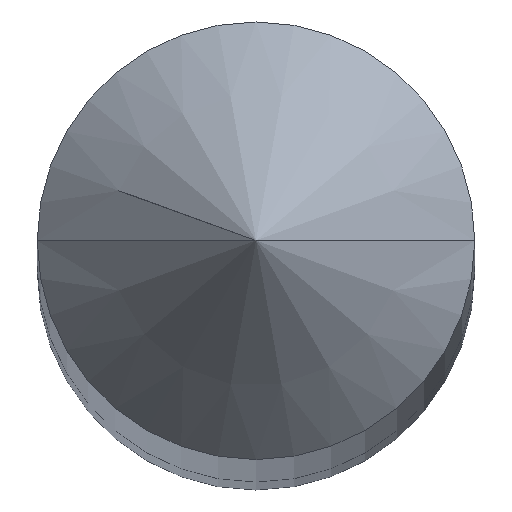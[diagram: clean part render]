
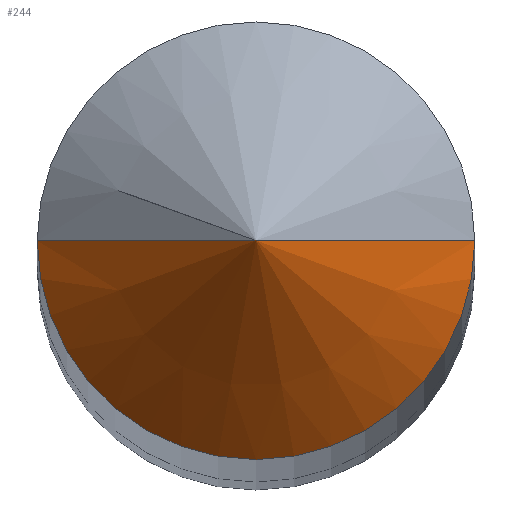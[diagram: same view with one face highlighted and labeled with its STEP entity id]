
A CAD part, top view. The second image highlights one B-rep face of the part: STEP entity #244.
In plain terms, the highlighted conical face has half-angle 45 degrees and reference radius 0.267 mm.
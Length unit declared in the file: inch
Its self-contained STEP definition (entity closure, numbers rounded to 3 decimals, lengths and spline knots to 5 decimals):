
#2 = AXIS2_PLACEMENT_3D ( 'NONE', #29, #145, #138 ) ;
#3 = CARTESIAN_POINT ( 'NONE',  ( 0.0105, 0., -0.03125 ) ) ;
#7 = VERTEX_POINT ( 'NONE', #179 ) ;
#21 = ORIENTED_EDGE ( 'NONE', *, *, #98, .T. ) ;
#24 = CARTESIAN_POINT ( 'NONE',  ( -0.0105, 0., -0.03125 ) ) ;
#26 = CARTESIAN_POINT ( 'NONE',  ( 0.0105, 0., -0.03125 ) ) ;
#29 = CARTESIAN_POINT ( 'NONE',  ( 0., 0., -0.03125 ) ) ;
#41 = ORIENTED_EDGE ( 'NONE', *, *, #215, .T. ) ;
#59 = FACE_OUTER_BOUND ( 'NONE', #302, .T. ) ;
#98 = EDGE_CURVE ( 'NONE', #7, #174, #173, .T. ) ;
#135 = EDGE_CURVE ( 'NONE', #7, #246, #283, .T. ) ;
#138 = DIRECTION ( 'NONE',  ( -1., 0., 0. ) ) ;
#145 = DIRECTION ( 'NONE',  ( 0., 0., -1. ) ) ;
#147 = VECTOR ( 'NONE', #259, 39.37008 ) ;
#149 = ORIENTED_EDGE ( 'NONE', *, *, #135, .F. ) ;
#173 = LINE ( 'NONE', #288, #312 ) ;
#174 = VERTEX_POINT ( 'NONE', #24 ) ;
#179 = CARTESIAN_POINT ( 'NONE',  ( 0., 0., -0.02075 ) ) ;
#198 = DIRECTION ( 'NONE',  ( 0., 0., 1. ) ) ;
#201 = CONICAL_SURFACE ( 'NONE', #2, 0.0105, 0.785 ) ;
#215 = EDGE_CURVE ( 'NONE', #174, #246, #293, .T. ) ;
#244 = ADVANCED_FACE ( 'NONE', ( #59 ), #201, .T. ) ;
#246 = VERTEX_POINT ( 'NONE', #3 ) ;
#256 = CARTESIAN_POINT ( 'NONE',  ( 0., 0., -0.03125 ) ) ;
#258 = AXIS2_PLACEMENT_3D ( 'NONE', #256, #198, #310 ) ;
#259 = DIRECTION ( 'NONE',  ( 0.707, 0., -0.707 ) ) ;
#261 = DIRECTION ( 'NONE',  ( -0.707, 0., -0.707 ) ) ;
#283 = LINE ( 'NONE', #26, #147 ) ;
#288 = CARTESIAN_POINT ( 'NONE',  ( -0.0105, 0., -0.03125 ) ) ;
#293 = CIRCLE ( 'NONE', #258, 0.0105 ) ;
#302 = EDGE_LOOP ( 'NONE', ( #149, #21, #41 ) ) ;
#310 = DIRECTION ( 'NONE',  ( 1., 0., 0. ) ) ;
#312 = VECTOR ( 'NONE', #261, 39.37008 ) ;
